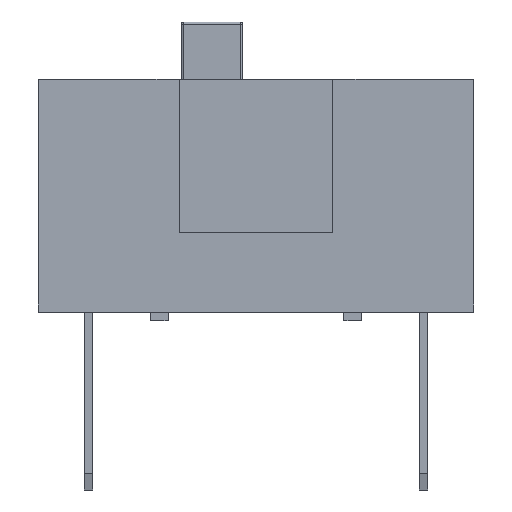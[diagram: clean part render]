
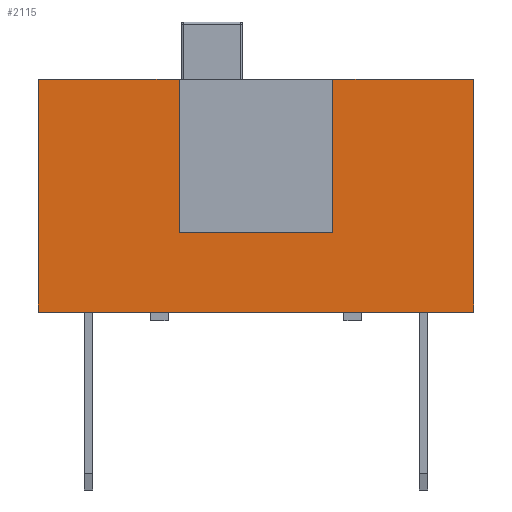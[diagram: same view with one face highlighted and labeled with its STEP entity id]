
A CAD part, left-side view. The second image highlights one B-rep face of the part: STEP entity #2115.
In plain terms, the highlighted planar face has unit normal (-1, 0, 0).
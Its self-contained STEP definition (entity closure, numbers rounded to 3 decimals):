
#70 = VERTEX_POINT ( 'NONE', #3994 ) ;
#272 = VECTOR ( 'NONE', #8901, 1000. ) ;
#278 = LINE ( 'NONE', #7842, #11349 ) ;
#290 = LINE ( 'NONE', #9644, #1330 ) ;
#532 = DIRECTION ( 'NONE',  ( 0., 0., 1. ) ) ;
#594 = ORIENTED_EDGE ( 'NONE', *, *, #9996, .T. ) ;
#613 = LINE ( 'NONE', #5114, #272 ) ;
#681 = DIRECTION ( 'NONE',  ( 0., 0., -1. ) ) ;
#1081 = VERTEX_POINT ( 'NONE', #8935 ) ;
#1226 = DIRECTION ( 'NONE',  ( -1., 0., 0. ) ) ;
#1330 = VECTOR ( 'NONE', #8764, 1000. ) ;
#1404 = CARTESIAN_POINT ( 'NONE',  ( -2., 5.56, 0. ) ) ;
#2115 = ADVANCED_FACE ( 'NONE', ( #9329 ), #8411, .T. ) ;
#2170 = EDGE_CURVE ( 'NONE', #6346, #6468, #290, .T. ) ;
#2410 = DIRECTION ( 'NONE',  ( 0., 0., 1. ) ) ;
#2838 = CARTESIAN_POINT ( 'NONE',  ( -2., 2.06, 5.5 ) ) ;
#2930 = ORIENTED_EDGE ( 'NONE', *, *, #8238, .T. ) ;
#3164 = VERTEX_POINT ( 'NONE', #2838 ) ;
#3189 = VERTEX_POINT ( 'NONE', #4761 ) ;
#3238 = VERTEX_POINT ( 'NONE', #5906 ) ;
#3241 = LINE ( 'NONE', #1404, #8392 ) ;
#3480 = DIRECTION ( 'NONE',  ( 0., 1., 0. ) ) ;
#3541 = CARTESIAN_POINT ( 'NONE',  ( -2., 5.56, 5.5 ) ) ;
#3698 = CARTESIAN_POINT ( 'NONE',  ( -2., 2.06, 0. ) ) ;
#3967 = EDGE_CURVE ( 'NONE', #1081, #3164, #278, .T. ) ;
#3994 = CARTESIAN_POINT ( 'NONE',  ( -2., -1.14, 0.2 ) ) ;
#4213 = ORIENTED_EDGE ( 'NONE', *, *, #3967, .T. ) ;
#4342 = LINE ( 'NONE', #6044, #7309 ) ;
#4499 = ORIENTED_EDGE ( 'NONE', *, *, #6906, .F. ) ;
#4761 = CARTESIAN_POINT ( 'NONE',  ( -2., 5.56, 2. ) ) ;
#4856 = DIRECTION ( 'NONE',  ( 0., 0., 1. ) ) ;
#5114 = CARTESIAN_POINT ( 'NONE',  ( -2., 0., 2. ) ) ;
#5802 = EDGE_CURVE ( 'NONE', #6468, #3238, #8470, .T. ) ;
#5906 = CARTESIAN_POINT ( 'NONE',  ( -2., 8.76, 0.2 ) ) ;
#6044 = CARTESIAN_POINT ( 'NONE',  ( -2., 8.76, 0.2 ) ) ;
#6346 = VERTEX_POINT ( 'NONE', #3541 ) ;
#6468 = VERTEX_POINT ( 'NONE', #7638 ) ;
#6517 = LINE ( 'NONE', #3698, #8805 ) ;
#6612 = AXIS2_PLACEMENT_3D ( 'NONE', #10385, #1226, #4856 ) ;
#6906 = EDGE_CURVE ( 'NONE', #70, #3238, #4342, .T. ) ;
#7109 = VECTOR ( 'NONE', #9151, 1000. ) ;
#7309 = VECTOR ( 'NONE', #3480, 1000. ) ;
#7537 = ORIENTED_EDGE ( 'NONE', *, *, #2170, .T. ) ;
#7638 = CARTESIAN_POINT ( 'NONE',  ( -2., 8.76, 5.5 ) ) ;
#7697 = EDGE_CURVE ( 'NONE', #10854, #3189, #613, .T. ) ;
#7842 = CARTESIAN_POINT ( 'NONE',  ( -2., 0., 5.5 ) ) ;
#7882 = LINE ( 'NONE', #11619, #10567 ) ;
#8238 = EDGE_CURVE ( 'NONE', #3189, #6346, #3241, .T. ) ;
#8392 = VECTOR ( 'NONE', #532, 1000. ) ;
#8411 = PLANE ( 'NONE',  #6612 ) ;
#8470 = LINE ( 'NONE', #10262, #7109 ) ;
#8764 = DIRECTION ( 'NONE',  ( 0., 1., 0. ) ) ;
#8805 = VECTOR ( 'NONE', #681, 1000. ) ;
#8901 = DIRECTION ( 'NONE',  ( 0., 1., 0. ) ) ;
#8935 = CARTESIAN_POINT ( 'NONE',  ( -2., -1.14, 5.5 ) ) ;
#9102 = CARTESIAN_POINT ( 'NONE',  ( -2., 2.06, 2. ) ) ;
#9151 = DIRECTION ( 'NONE',  ( 0., 0., -1. ) ) ;
#9329 = FACE_OUTER_BOUND ( 'NONE', #9920, .T. ) ;
#9644 = CARTESIAN_POINT ( 'NONE',  ( -2., 0., 5.5 ) ) ;
#9743 = EDGE_CURVE ( 'NONE', #70, #1081, #7882, .T. ) ;
#9811 = ORIENTED_EDGE ( 'NONE', *, *, #7697, .T. ) ;
#9920 = EDGE_LOOP ( 'NONE', ( #12072, #4213, #594, #9811, #2930, #7537, #10154, #4499 ) ) ;
#9996 = EDGE_CURVE ( 'NONE', #3164, #10854, #6517, .T. ) ;
#10154 = ORIENTED_EDGE ( 'NONE', *, *, #5802, .T. ) ;
#10262 = CARTESIAN_POINT ( 'NONE',  ( -2., 8.76, 0. ) ) ;
#10385 = CARTESIAN_POINT ( 'NONE',  ( -2., 0., 0. ) ) ;
#10567 = VECTOR ( 'NONE', #2410, 1000. ) ;
#10854 = VERTEX_POINT ( 'NONE', #9102 ) ;
#11349 = VECTOR ( 'NONE', #11582, 1000. ) ;
#11582 = DIRECTION ( 'NONE',  ( 0., 1., 0. ) ) ;
#11619 = CARTESIAN_POINT ( 'NONE',  ( -2., -1.14, 0. ) ) ;
#12072 = ORIENTED_EDGE ( 'NONE', *, *, #9743, .T. ) ;
